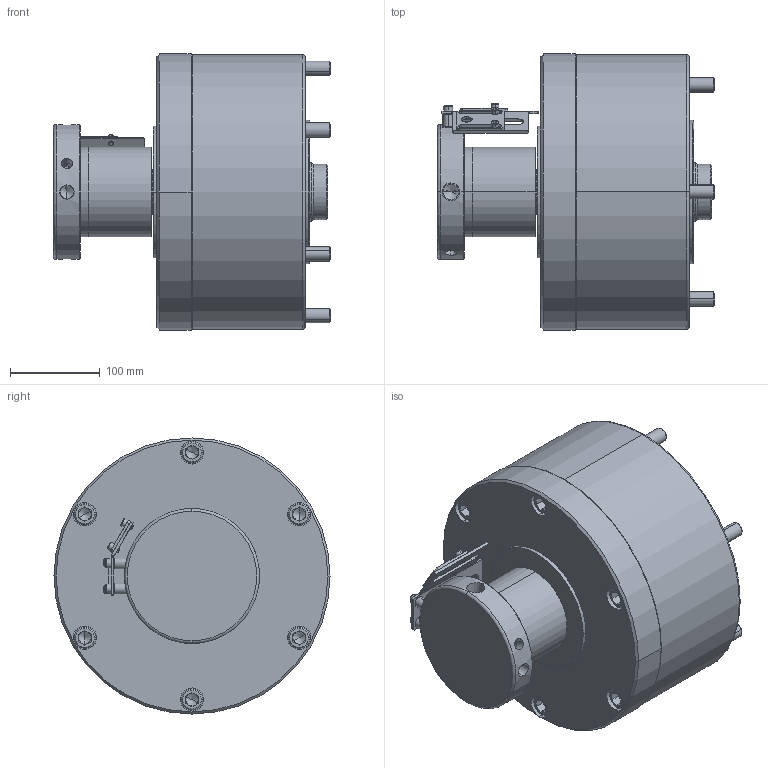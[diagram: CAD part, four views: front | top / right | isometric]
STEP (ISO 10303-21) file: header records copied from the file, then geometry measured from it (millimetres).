
FILE_DESCRIPTION (( 'STEP AP203' ), '1' );
FILE_NAME ('CF-RE-A250.STEP', '2020-11-02T06:31:43', ( '' ), ( '' ), 'SwSTEP 2.0', 'SolidWorks 2016', '' );
FILE_SCHEMA (( 'CONFIG_CONTROL_DESIGN' ));
Length unit declared in the file: millimetre
Products named in the file (12): RE-200K檢出定位板; CF-RE-200K閥體; 圓頭內六角螺栓_M5x8; CF-RE-L250閥軸; CF-RE-A250; CF-RE-250缸體; CF-RE-L250活塞; 圓頭內六角螺栓_M16x175; CF-RE-18-03000; CF-RE-21-01000; 圓頭內六角螺栓_M6x30; CF-RE-A200K閥蓋
Assembly tree (22 placements, depth 2):
  CF-RE-A250
    CF-RE-A200K閥蓋
    CF-RE-200K閥體
    CF-RE-L250閥軸
    CF-RE-250缸體
    CF-RE-L250活塞
    圓頭內六角螺栓_M16x175  x6
    CF-RE-18-03000  x2
    CF-RE-21-01000
    圓頭內六角螺栓_M6x30  x2
    RE-200K檢出定位板  x2
    圓頭內六角螺栓_M5x8  x4
Bounding box: 308 x 307 x 307 mm (x, y, z)
Volume: 10556901.2 mm3; surface area: 977223.6 mm2
Topology: 22 solids, 22 shells, 644 faces, 1472 edges, 888 vertices
Faces by surface type: plane 279, cylinder 209, cone 150, torus 6
Entity records: 12774 total; most frequent: CARTESIAN_POINT 2283, DIRECTION 2037, ORIENTED_EDGE 1692, EDGE_CURVE 846, AXIS2_PLACEMENT_3D 805, VERTEX_POINT 534, EDGE_LOOP 480, VECTOR 427
